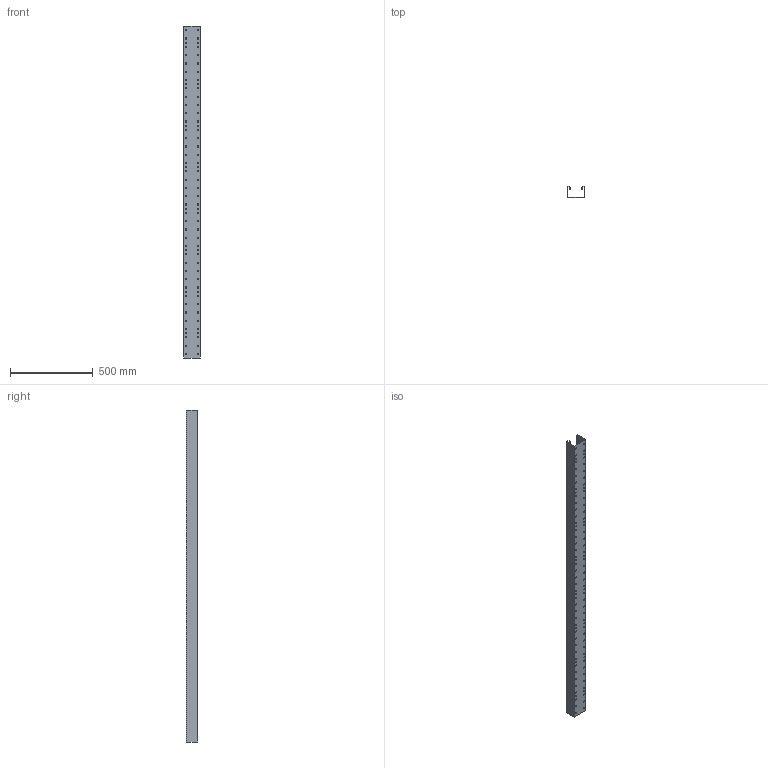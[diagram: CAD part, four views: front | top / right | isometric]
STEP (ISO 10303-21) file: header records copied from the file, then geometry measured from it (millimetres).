
FILE_DESCRIPTION((''),'2;1');
FILE_NAME('BRS651001KUN','2022-09-15T10:27:57',('a.koch'),(''),'CREO PARAMETRIC BY PTC INC, 2022162','CREO PARAMETRIC BY PTC INC, 2022162','');
FILE_SCHEMA(('AUTOMOTIVE_DESIGN { 1 0 10303 214 1 1 1 1 }'));
Length unit declared in the file: millimetre
Products named in the file (1): BRS651001KUN
Bounding box: 100 x 68 x 2000 mm (x, y, z)
Volume: 629701.8 mm3; surface area: 1266515.8 mm2
Topology: 1 solids, 1 shells, 864 faces, 2586 edges, 1724 vertices
Faces by surface type: plane 826, cylinder 38
Entity records: 29118 total; most frequent: CARTESIAN_POINT 5176, ORIENTED_EDGE 5172, DIRECTION 4390, EDGE_CURVE 2586, VECTOR 2510, LINE 2510, VERTEX_POINT 1724, EDGE_LOOP 1056
